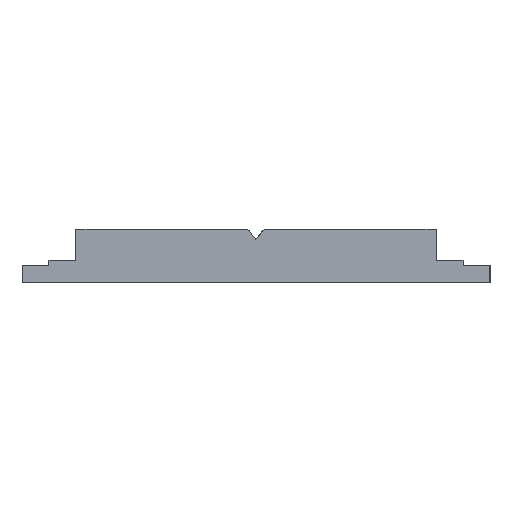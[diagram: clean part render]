
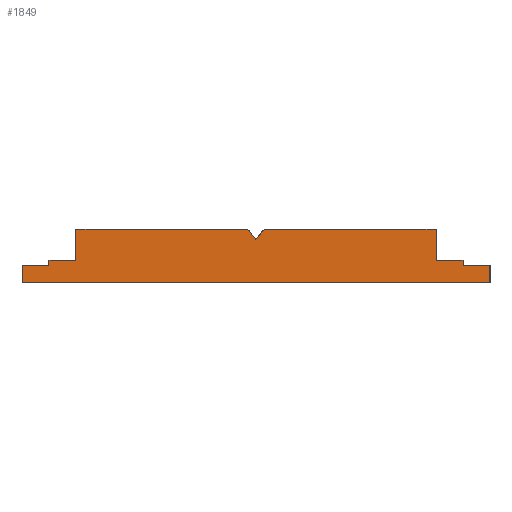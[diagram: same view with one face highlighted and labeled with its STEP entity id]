
A CAD part, left-side view. The second image highlights one B-rep face of the part: STEP entity #1849.
In plain terms, the highlighted planar face has unit normal (-1, 0, 0).
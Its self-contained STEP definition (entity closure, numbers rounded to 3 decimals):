
#31=PLANE('',#1984);
#184=FACE_OUTER_BOUND('',#281,.T.);
#281=EDGE_LOOP('',(#1627,#1628,#1629,#1630,#1631,#1632,#1633,#1634,#1635,
#1636,#1637,#1638,#1639,#1640,#1641));
#503=LINE('',#3993,#588);
#511=LINE('',#4270,#596);
#520=LINE('',#5066,#605);
#526=LINE('',#6341,#611);
#527=LINE('',#6344,#612);
#528=LINE('',#6346,#613);
#529=LINE('',#6348,#614);
#530=LINE('',#6350,#615);
#531=LINE('',#6352,#616);
#532=LINE('',#6354,#617);
#533=LINE('',#6356,#618);
#534=LINE('',#6358,#619);
#535=LINE('',#6360,#620);
#536=LINE('',#6362,#621);
#537=LINE('',#6363,#622);
#588=VECTOR('',#2140,10.);
#596=VECTOR('',#2156,10.);
#605=VECTOR('',#2201,10.);
#611=VECTOR('',#2267,10.);
#612=VECTOR('',#2270,10.);
#613=VECTOR('',#2271,10.);
#614=VECTOR('',#2272,10.);
#615=VECTOR('',#2273,10.);
#616=VECTOR('',#2274,10.);
#617=VECTOR('',#2275,10.);
#618=VECTOR('',#2276,10.);
#619=VECTOR('',#2277,10.);
#620=VECTOR('',#2278,10.);
#621=VECTOR('',#2279,10.);
#622=VECTOR('',#2280,10.);
#754=VERTEX_POINT('',#3990);
#755=VERTEX_POINT('',#3992);
#770=VERTEX_POINT('',#4267);
#771=VERTEX_POINT('',#4269);
#801=VERTEX_POINT('',#5064);
#818=VERTEX_POINT('',#6343);
#819=VERTEX_POINT('',#6345);
#820=VERTEX_POINT('',#6347);
#821=VERTEX_POINT('',#6349);
#822=VERTEX_POINT('',#6351);
#823=VERTEX_POINT('',#6353);
#824=VERTEX_POINT('',#6355);
#825=VERTEX_POINT('',#6357);
#826=VERTEX_POINT('',#6359);
#827=VERTEX_POINT('',#6361);
#973=EDGE_CURVE('',#755,#754,#503,.T.);
#990=EDGE_CURVE('',#771,#770,#511,.T.);
#1042=EDGE_CURVE('',#770,#801,#520,.T.);
#1098=EDGE_CURVE('',#754,#771,#526,.T.);
#1099=EDGE_CURVE('',#801,#818,#527,.T.);
#1100=EDGE_CURVE('',#818,#819,#528,.T.);
#1101=EDGE_CURVE('',#819,#820,#529,.T.);
#1102=EDGE_CURVE('',#820,#821,#530,.T.);
#1103=EDGE_CURVE('',#821,#822,#531,.T.);
#1104=EDGE_CURVE('',#822,#823,#532,.T.);
#1105=EDGE_CURVE('',#823,#824,#533,.T.);
#1106=EDGE_CURVE('',#824,#825,#534,.T.);
#1107=EDGE_CURVE('',#825,#826,#535,.T.);
#1108=EDGE_CURVE('',#826,#827,#536,.T.);
#1109=EDGE_CURVE('',#827,#755,#537,.T.);
#1627=ORIENTED_EDGE('',*,*,#973,.T.);
#1628=ORIENTED_EDGE('',*,*,#1098,.T.);
#1629=ORIENTED_EDGE('',*,*,#990,.T.);
#1630=ORIENTED_EDGE('',*,*,#1042,.T.);
#1631=ORIENTED_EDGE('',*,*,#1099,.T.);
#1632=ORIENTED_EDGE('',*,*,#1100,.T.);
#1633=ORIENTED_EDGE('',*,*,#1101,.T.);
#1634=ORIENTED_EDGE('',*,*,#1102,.T.);
#1635=ORIENTED_EDGE('',*,*,#1103,.T.);
#1636=ORIENTED_EDGE('',*,*,#1104,.T.);
#1637=ORIENTED_EDGE('',*,*,#1105,.T.);
#1638=ORIENTED_EDGE('',*,*,#1106,.T.);
#1639=ORIENTED_EDGE('',*,*,#1107,.T.);
#1640=ORIENTED_EDGE('',*,*,#1108,.T.);
#1641=ORIENTED_EDGE('',*,*,#1109,.T.);
#1849=ADVANCED_FACE('',(#184),#31,.T.);
#1984=AXIS2_PLACEMENT_3D('',#6342,#2268,#2269);
#2140=DIRECTION('',(0.,1.,0.));
#2156=DIRECTION('',(0.,0.6,0.8));
#2201=DIRECTION('',(0.,1.,0.));
#2267=DIRECTION('',(0.,0.6,-0.8));
#2268=DIRECTION('center_axis',(-1.,0.,0.));
#2269=DIRECTION('ref_axis',(0.,0.,1.));
#2270=DIRECTION('',(0.,0.,-1.));
#2271=DIRECTION('',(0.,1.,0.));
#2272=DIRECTION('',(0.,0.,-1.));
#2273=DIRECTION('',(0.,1.,0.));
#2274=DIRECTION('',(0.,0.,-1.));
#2275=DIRECTION('',(0.,-1.,0.));
#2276=DIRECTION('',(0.,0.,1.));
#2277=DIRECTION('',(0.,1.,0.));
#2278=DIRECTION('',(0.,0.,1.));
#2279=DIRECTION('',(0.,1.,0.));
#2280=DIRECTION('',(0.,0.,1.));
#3990=CARTESIAN_POINT('',(-20.,-0.3,1.));
#3992=CARTESIAN_POINT('',(-20.,-6.675,1.));
#3993=CARTESIAN_POINT('',(-20.,8.675,1.));
#4267=CARTESIAN_POINT('',(-20.,0.3,1.));
#4269=CARTESIAN_POINT('',(-20.,0.,0.6));
#4270=CARTESIAN_POINT('',(-20.,0.,0.6));
#5064=CARTESIAN_POINT('',(-20.,6.675,1.));
#5066=CARTESIAN_POINT('',(-20.,8.675,1.));
#6341=CARTESIAN_POINT('',(-20.,0.,0.6));
#6342=CARTESIAN_POINT('Origin',(-20.,0.,0.));
#6343=CARTESIAN_POINT('',(-20.,6.675,-0.15));
#6344=CARTESIAN_POINT('',(-20.,6.675,1.));
#6345=CARTESIAN_POINT('',(-20.,7.675,-0.15));
#6346=CARTESIAN_POINT('',(-20.,7.675,-0.15));
#6347=CARTESIAN_POINT('',(-20.,7.675,-0.34));
#6348=CARTESIAN_POINT('',(-20.,7.675,-0.34));
#6349=CARTESIAN_POINT('',(-20.,8.675,-0.34));
#6350=CARTESIAN_POINT('',(-20.,8.675,-0.34));
#6351=CARTESIAN_POINT('',(-20.,8.675,-1.));
#6352=CARTESIAN_POINT('',(-20.,8.675,-1.));
#6353=CARTESIAN_POINT('',(-20.,-8.675,-1.));
#6354=CARTESIAN_POINT('',(-20.,-8.675,-1.));
#6355=CARTESIAN_POINT('',(-20.,-8.675,-0.34));
#6356=CARTESIAN_POINT('',(-20.,-8.675,-1.));
#6357=CARTESIAN_POINT('',(-20.,-7.675,-0.34));
#6358=CARTESIAN_POINT('',(-20.,-8.675,-0.34));
#6359=CARTESIAN_POINT('',(-20.,-7.675,-0.15));
#6360=CARTESIAN_POINT('',(-20.,-7.675,-0.34));
#6361=CARTESIAN_POINT('',(-20.,-6.675,-0.15));
#6362=CARTESIAN_POINT('',(-20.,-7.675,-0.15));
#6363=CARTESIAN_POINT('',(-20.,-6.675,1.));
